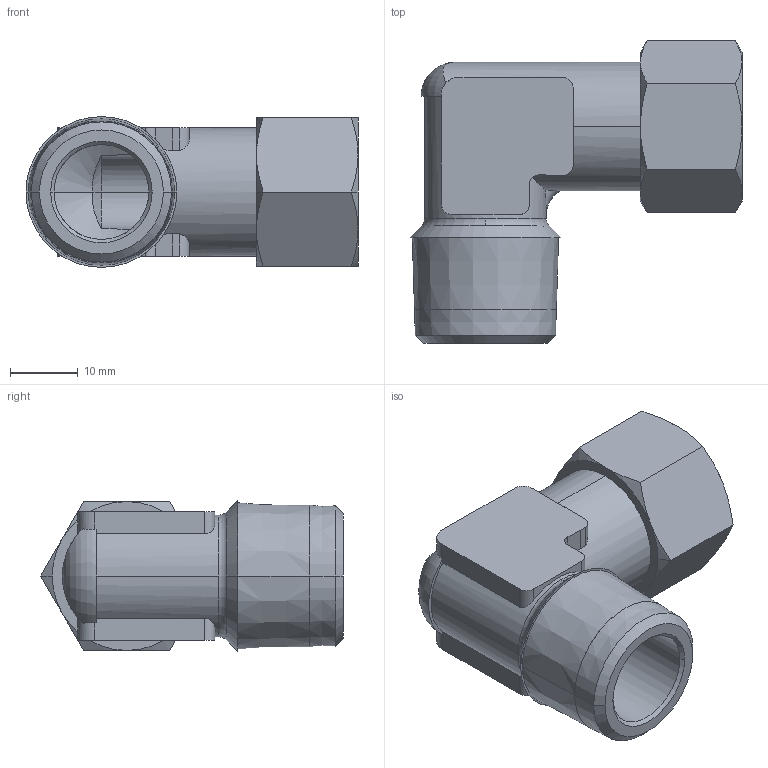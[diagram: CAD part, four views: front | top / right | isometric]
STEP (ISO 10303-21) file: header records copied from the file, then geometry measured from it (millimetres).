
FILE_DESCRIPTION(('STEP AP214'),'1');
FILE_NAME('0109_12_21.stp','2016-07-07T14:32:18',('TraceParts'),('TraceParts S.A.'),'Spatial InterOp 3D',' ',' ');
FILE_SCHEMA(('automotive_design'));
Length unit declared in the file: millimetre
Products named in the file (1): 1
Bounding box: 49.04 x 44.7 x 22.28 mm (x, y, z)
Volume: 14659.3 mm3; surface area: 8292.3 mm2
Topology: 1 solids, 1 shells, 98 faces, 245 edges, 153 vertices
Faces by surface type: cone 32, plane 31, cylinder 30, torus 5
Entity records: 3558 total; most frequent: CARTESIAN_POINT 1273, ORIENTED_EDGE 490, DIRECTION 471, EDGE_CURVE 245, AXIS2_PLACEMENT_3D 189, VERTEX_POINT 153, EDGE_LOOP 104, ADVANCED_FACE 98
